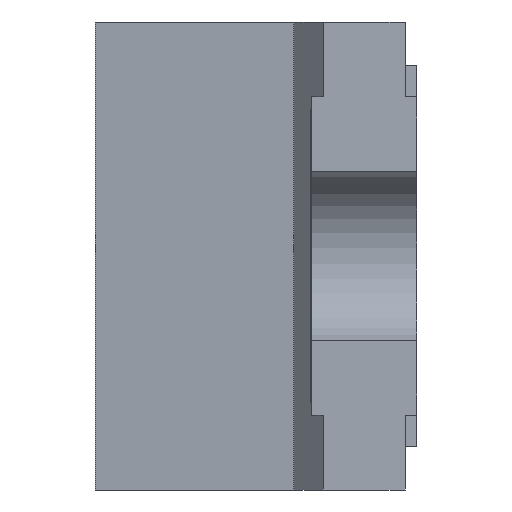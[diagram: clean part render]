
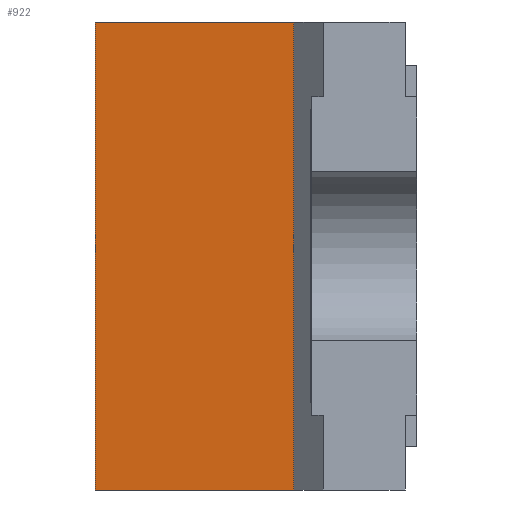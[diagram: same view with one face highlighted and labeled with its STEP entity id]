
A CAD part, left-side view. The second image highlights one B-rep face of the part: STEP entity #922.
In plain terms, the highlighted planar face has unit normal (-0.996, 0.087, 0).
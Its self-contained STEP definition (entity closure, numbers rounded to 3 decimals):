
#83 = AXIS2_PLACEMENT_3D ( 'NONE', #1148, #1157, #1158 ) ;
#171 = VERTEX_POINT ( 'NONE', #1033 ) ;
#173 = VERTEX_POINT ( 'NONE', #1025 ) ;
#177 = VERTEX_POINT ( 'NONE', #965 ) ;
#190 = VERTEX_POINT ( 'NONE', #997 ) ;
#569 = FACE_OUTER_BOUND ( 'NONE', #1880, .T. ) ;
#579 = LINE ( 'NONE', #1193, #595 ) ;
#595 = VECTOR ( 'NONE', #1211, 1000. ) ;
#665 = LINE ( 'NONE', #1293, #668 ) ;
#668 = VECTOR ( 'NONE', #1295, 1000. ) ;
#737 = LINE ( 'NONE', #1369, #740 ) ;
#739 = LINE ( 'NONE', #1371, #742 ) ;
#740 = VECTOR ( 'NONE', #1370, 1000. ) ;
#742 = VECTOR ( 'NONE', #1372, 1000. ) ;
#922 = ADVANCED_FACE ( 'NONE', ( #569 ), #1155, .T. ) ;
#965 = CARTESIAN_POINT ( 'NONE',  ( -0.52, 0.39, 0.4 ) ) ;
#997 = CARTESIAN_POINT ( 'NONE',  ( -0.52, 0.39, -0.4 ) ) ;
#1025 = CARTESIAN_POINT ( 'NONE',  ( -0.55, 0.05, 0.4 ) ) ;
#1033 = CARTESIAN_POINT ( 'NONE',  ( -0.55, 0.05, -0.4 ) ) ;
#1148 = CARTESIAN_POINT ( 'NONE',  ( -0.52, 0.39, -0.4 ) ) ;
#1155 = PLANE ( 'NONE',  #83 ) ;
#1157 = DIRECTION ( 'NONE',  ( -0.996, 0.087, 0. ) ) ;
#1158 = DIRECTION ( 'NONE',  ( -0.087, -0.996, 0. ) ) ;
#1193 = CARTESIAN_POINT ( 'NONE',  ( -0.52, 0.39, -0.4 ) ) ;
#1211 = DIRECTION ( 'NONE',  ( 0., 0., 1. ) ) ;
#1293 = CARTESIAN_POINT ( 'NONE',  ( -0.52, 0.39, -0.4 ) ) ;
#1295 = DIRECTION ( 'NONE',  ( -0.087, -0.996, 0. ) ) ;
#1369 = CARTESIAN_POINT ( 'NONE',  ( -0.52, 0.39, 0.4 ) ) ;
#1370 = DIRECTION ( 'NONE',  ( -0.087, -0.996, 0. ) ) ;
#1371 = CARTESIAN_POINT ( 'NONE',  ( -0.55, 0.05, -0.4 ) ) ;
#1372 = DIRECTION ( 'NONE',  ( 0., 0., 1. ) ) ;
#1575 = EDGE_CURVE ( 'NONE', #190, #177, #579, .T. ) ;
#1614 = EDGE_CURVE ( 'NONE', #190, #171, #665, .T. ) ;
#1651 = EDGE_CURVE ( 'NONE', #177, #173, #737, .T. ) ;
#1652 = EDGE_CURVE ( 'NONE', #171, #173, #739, .T. ) ;
#1880 = EDGE_LOOP ( 'NONE', ( #1940, #1929, #1928, #1949 ) ) ;
#1928 = ORIENTED_EDGE ( 'NONE', *, *, #1614, .T. ) ;
#1929 = ORIENTED_EDGE ( 'NONE', *, *, #1575, .F. ) ;
#1940 = ORIENTED_EDGE ( 'NONE', *, *, #1651, .F. ) ;
#1949 = ORIENTED_EDGE ( 'NONE', *, *, #1652, .T. ) ;
